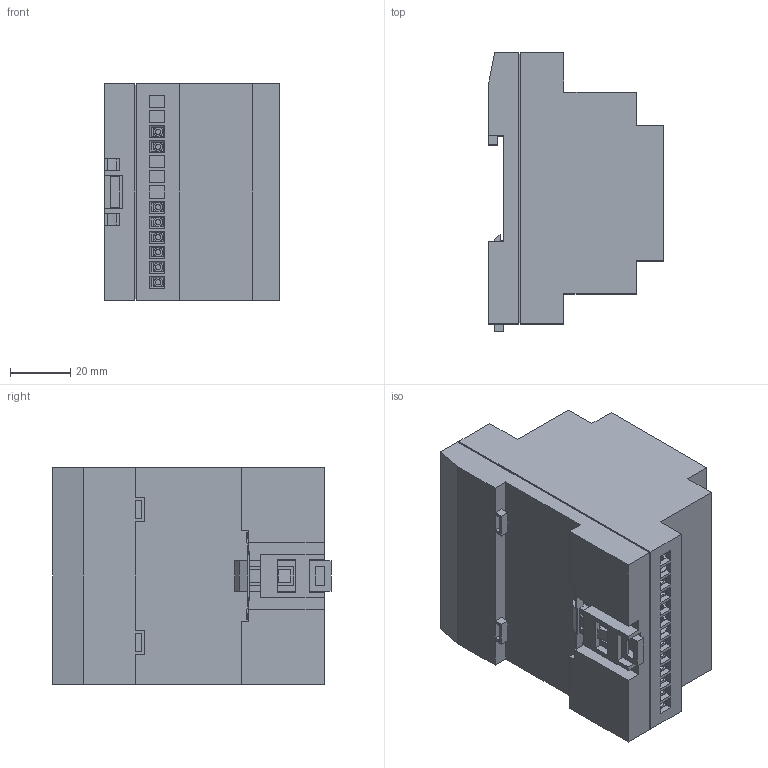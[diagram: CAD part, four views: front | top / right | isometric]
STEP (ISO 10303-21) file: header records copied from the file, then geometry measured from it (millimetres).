
FILE_DESCRIPTION (( 'STEP AP214' ), '1' );
FILE_NAME ('3D ìîäåëü 2ÒÐÌ1-Ä.STEP', '2016-07-23T03:59:12', ( '' ), ( '' ), 'SwSTEP 2.0', 'SolidWorks 2011', '' );
FILE_SCHEMA (( 'AUTOMOTIVE_DESIGN' ));
Length unit declared in the file: millimetre
Products named in the file (5): Êëåììà íèçêàÿ_11õ8õ5ìì; Çàùåëêà(Ä); 2TRM1-D_003F02M; Êîðïóñ 2ÒÐÌ1-Ä; 3D ìîäåëü 2ÒÐÌ1-Ä
Assembly tree (19 placements, depth 2):
  3D ìîäåëü 2ÒÐÌ1-Ä
    Êîðïóñ 2ÒÐÌ1-Ä
    2TRM1-D_003F02M
    Çàùåëêà(Ä)
    Êëåììà íèçêàÿ_11õ8õ5ìì  x16
Bounding box: 58 x 92.3 x 72 mm (x, y, z)
Volume: 273048 mm3; surface area: 53632.4 mm2
Topology: 19 solids, 19 shells, 1725 faces, 4498 edges, 2976 vertices
Faces by surface type: plane 1367, cylinder 197, bspline 161
Entity records: 44599 total; most frequent: CARTESIAN_POINT 8131, ORIENTED_EDGE 5876, DIRECTION 4687, EDGE_CURVE 2938, VECTOR 2455, LINE 2455, VERTEX_POINT 1956, EDGE_LOOP 1312
